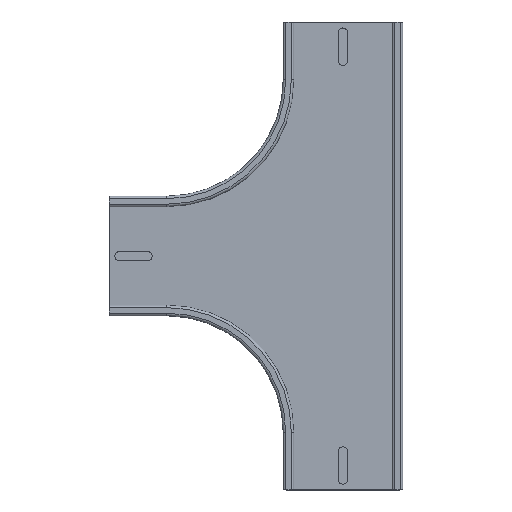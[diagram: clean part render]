
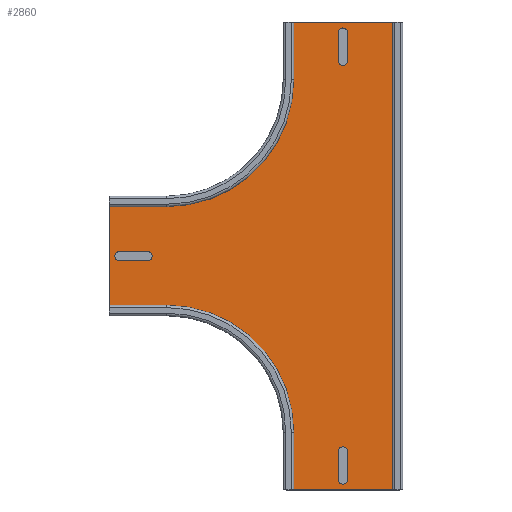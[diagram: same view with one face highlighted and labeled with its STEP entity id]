
A CAD part, top view. The second image highlights one B-rep face of the part: STEP entity #2860.
In plain terms, the highlighted planar face has unit normal (0, 0, 1).
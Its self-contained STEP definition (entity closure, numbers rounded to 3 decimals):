
#282=FACE_OUTER_BOUND('',#444,.T.);
#444=EDGE_LOOP('',(#2503,#2504,#2505,#2506,#2507,#2508,#2509,#2510,#2511,
#2512));
#643=CIRCLE('',#3242,102.6);
#646=CIRCLE('',#3249,102.6);
#855=LINE('',#5000,#1089);
#866=LINE('',#5032,#1100);
#870=LINE('',#5041,#1104);
#873=LINE('',#5061,#1107);
#877=LINE('',#5073,#1111);
#878=LINE('',#5075,#1112);
#879=LINE('',#5079,#1113);
#880=LINE('',#5080,#1114);
#1089=VECTOR('',#4088,1.);
#1100=VECTOR('',#4121,1.);
#1104=VECTOR('',#4131,1.);
#1107=VECTOR('',#4158,1.);
#1111=VECTOR('',#4172,1.);
#1112=VECTOR('',#4173,1.);
#1113=VECTOR('',#4176,1.);
#1114=VECTOR('',#4177,1.);
#1384=VERTEX_POINT('',#4997);
#1385=VERTEX_POINT('',#4999);
#1395=VERTEX_POINT('',#5030);
#1397=VERTEX_POINT('',#5040);
#1401=VERTEX_POINT('',#5056);
#1402=VERTEX_POINT('',#5060);
#1405=VERTEX_POINT('',#5072);
#1406=VERTEX_POINT('',#5074);
#1407=VERTEX_POINT('',#5076);
#1408=VERTEX_POINT('',#5078);
#1789=EDGE_CURVE('',#1385,#1384,#855,.T.);
#1806=EDGE_CURVE('',#1395,#1384,#866,.T.);
#1810=EDGE_CURVE('',#1385,#1397,#870,.T.);
#1819=EDGE_CURVE('',#1401,#1397,#643,.T.);
#1820=EDGE_CURVE('',#1401,#1402,#873,.T.);
#1826=EDGE_CURVE('',#1405,#1395,#877,.T.);
#1827=EDGE_CURVE('',#1405,#1406,#878,.T.);
#1828=EDGE_CURVE('',#1407,#1406,#646,.T.);
#1829=EDGE_CURVE('',#1407,#1408,#879,.T.);
#1830=EDGE_CURVE('',#1408,#1402,#880,.T.);
#2503=ORIENTED_EDGE('',*,*,#1826,.F.);
#2504=ORIENTED_EDGE('',*,*,#1827,.T.);
#2505=ORIENTED_EDGE('',*,*,#1828,.F.);
#2506=ORIENTED_EDGE('',*,*,#1829,.T.);
#2507=ORIENTED_EDGE('',*,*,#1830,.T.);
#2508=ORIENTED_EDGE('',*,*,#1820,.F.);
#2509=ORIENTED_EDGE('',*,*,#1819,.T.);
#2510=ORIENTED_EDGE('',*,*,#1810,.F.);
#2511=ORIENTED_EDGE('',*,*,#1789,.T.);
#2512=ORIENTED_EDGE('',*,*,#1806,.F.);
#2705=PLANE('',#3248);
#2860=ADVANCED_FACE('',(#282),#2705,.T.);
#3242=AXIS2_PLACEMENT_3D('',#5058,#4154,#4155);
#3248=AXIS2_PLACEMENT_3D('',#5071,#4170,#4171);
#3249=AXIS2_PLACEMENT_3D('',#5077,#4174,#4175);
#4088=DIRECTION('',(1.,0.,0.));
#4121=DIRECTION('',(0.,-1.,0.));
#4131=DIRECTION('',(0.,1.,0.));
#4154=DIRECTION('center_axis',(0.,0.,-1.));
#4155=DIRECTION('ref_axis',(0.,1.,0.));
#4158=DIRECTION('',(-1.,0.,0.));
#4170=DIRECTION('center_axis',(0.,0.,1.));
#4171=DIRECTION('ref_axis',(0.,1.,0.));
#4172=DIRECTION('',(1.,0.,0.));
#4173=DIRECTION('',(0.,-1.,0.));
#4174=DIRECTION('center_axis',(0.,0.,1.));
#4175=DIRECTION('ref_axis',(0.,-1.,0.));
#4176=DIRECTION('',(-1.,0.,0.));
#4177=DIRECTION('',(0.,-1.,0.));
#4997=CARTESIAN_POINT('',(258.846,-135.121,1.1));
#4999=CARTESIAN_POINT('',(161.646,-135.121,1.1));
#5000=CARTESIAN_POINT('',(198.746,-135.121,1.1));
#5030=CARTESIAN_POINT('',(258.846,265.879,1.1));
#5032=CARTESIAN_POINT('',(258.846,265.879,1.1));
#5040=CARTESIAN_POINT('',(161.646,-85.821,1.1));
#5041=CARTESIAN_POINT('',(161.646,-135.121,1.1));
#5056=CARTESIAN_POINT('',(59.046,16.779,1.1));
#5058=CARTESIAN_POINT('Origin',(59.046,-85.821,1.1));
#5060=CARTESIAN_POINT('',(9.746,16.779,1.1));
#5061=CARTESIAN_POINT('',(59.046,16.779,1.1));
#5071=CARTESIAN_POINT('Origin',(59.046,39.779,1.1));
#5072=CARTESIAN_POINT('',(161.646,265.879,1.1));
#5073=CARTESIAN_POINT('',(198.746,265.879,1.1));
#5074=CARTESIAN_POINT('',(161.646,216.579,1.1));
#5075=CARTESIAN_POINT('',(161.646,265.879,1.1));
#5076=CARTESIAN_POINT('',(59.046,113.979,1.1));
#5077=CARTESIAN_POINT('Origin',(59.046,216.579,1.1));
#5078=CARTESIAN_POINT('',(9.746,113.979,1.1));
#5079=CARTESIAN_POINT('',(59.046,113.979,1.1));
#5080=CARTESIAN_POINT('',(9.746,76.879,1.1));
